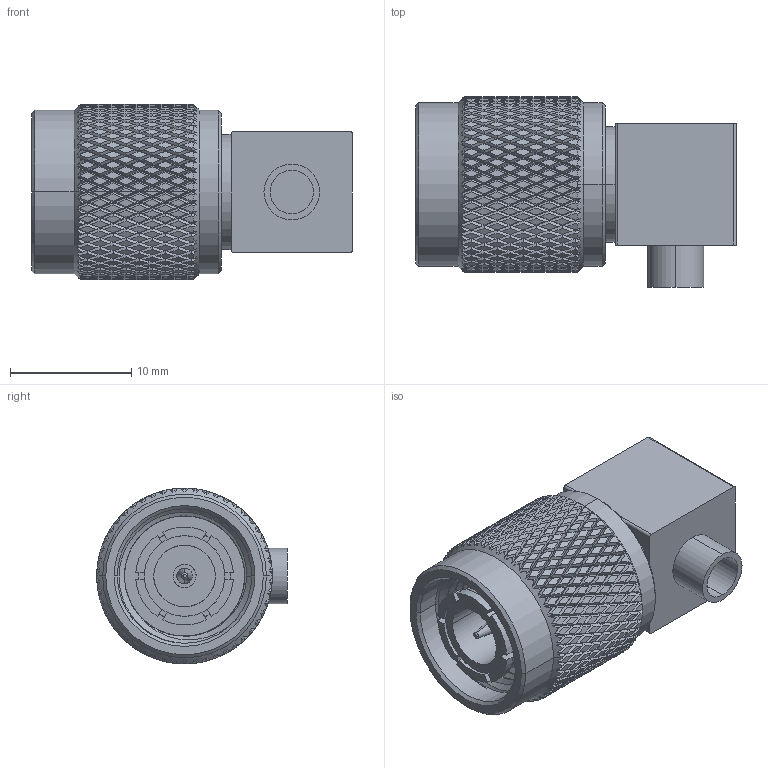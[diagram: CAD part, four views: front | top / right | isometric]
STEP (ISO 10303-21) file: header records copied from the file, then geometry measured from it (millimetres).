
FILE_DESCRIPTION (( 'STEP AP203' ), '1' );
FILE_NAME ('FMCN1877.STEP', '2022-01-20T01:09:29', ( '' ), ( '' ), 'SwSTEP 2.0', 'SolidWorks 2021', '' );
FILE_SCHEMA (( 'CONFIG_CONTROL_DESIGN' ));
Products named in the file (1): FMCN1877
Bounding box: 26.49 x 15.74 x 14.5 mm (x, y, z)
Volume: 2966.2 mm3; surface area: 2557.3 mm2
Topology: 1 solids, 1 shells, 2628 faces, 5567 edges, 2950 vertices
Faces by surface type: bspline 2005, cylinder 561, plane 40, cone 22
Entity records: 101074 total; most frequent: CARTESIAN_POINT 67358, ORIENTED_EDGE 11134, EDGE_CURVE 5567, VERTEX_POINT 2950, EDGE_LOOP 2637, ADVANCED_FACE 2628, FACE_OUTER_BOUND 2628, B_SPLINE_CURVE_WITH_KNOTS 2272
